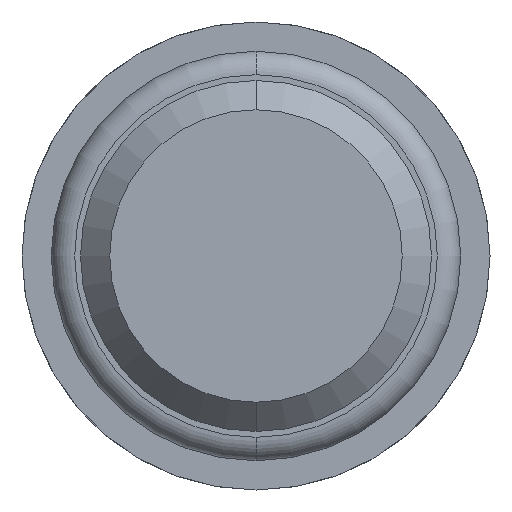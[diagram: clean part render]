
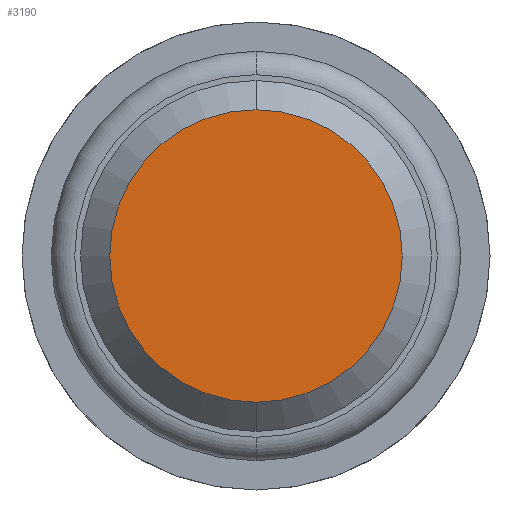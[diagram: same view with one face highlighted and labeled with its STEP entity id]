
A CAD part, front view. The second image highlights one B-rep face of the part: STEP entity #3190.
In plain terms, the highlighted planar face has unit normal (0, -1, 0).
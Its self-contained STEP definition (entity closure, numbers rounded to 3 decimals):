
#3 = EDGE_CURVE ( 'Defeature ausgef�hrt3_4+Defeature ausgef�hrt3_3+Defeature ausgef�hrt3_3+Defeature ausgef�hrt3_3', #4773, #1464, #2643, .T. ) ;
#82 = CARTESIAN_POINT ( 'NONE',  ( 0., -34.6, 0. ) ) ;
#324 = CARTESIAN_POINT ( 'NONE',  ( 0., -34.6, -1.25 ) ) ;
#512 = DIRECTION ( 'NONE',  ( 0., -1., 0. ) ) ;
#608 = AXIS2_PLACEMENT_3D ( 'NONE', #4275, #2317, #3135 ) ;
#1224 = DIRECTION ( 'NONE',  ( 0., 0., 1. ) ) ;
#1464 = VERTEX_POINT ( 'NONE', #1614 ) ;
#1614 = CARTESIAN_POINT ( 'NONE',  ( 0., -34.6, 1.25 ) ) ;
#2317 = DIRECTION ( 'NONE',  ( 0., 1., 0. ) ) ;
#2406 = ORIENTED_EDGE ( 'NONE', *, *, #3, .T. ) ;
#2643 = CIRCLE ( 'NONE', #4688, 1.25 ) ;
#2852 = DIRECTION ( 'NONE',  ( 0., -1., 0. ) ) ;
#2887 = AXIS2_PLACEMENT_3D ( 'NONE', #3211, #512, #3263 ) ;
#3135 = DIRECTION ( 'NONE',  ( 0., 0., 1. ) ) ;
#3190 = ADVANCED_FACE ( 'Defeature ausgef�hrt3_4', ( #3210 ), #4676, .F. ) ;
#3210 = FACE_OUTER_BOUND ( 'NONE', #3325, .T. ) ;
#3211 = CARTESIAN_POINT ( 'NONE',  ( 0., -34.6, 0. ) ) ;
#3263 = DIRECTION ( 'NONE',  ( 0., 0., 1. ) ) ;
#3325 = EDGE_LOOP ( 'NONE', ( #4752, #2406 ) ) ;
#3561 = CIRCLE ( 'NONE', #2887, 1.25 ) ;
#4275 = CARTESIAN_POINT ( 'NONE',  ( 0., -34.6, 0. ) ) ;
#4594 = EDGE_CURVE ( 'Defeature ausgef�hrt3_4+Defeature ausgef�hrt3_3+Defeature ausgef�hrt3_3+Defeature ausgef�hrt3_3', #1464, #4773, #3561, .T. ) ;
#4676 = PLANE ( 'NONE',  #608 ) ;
#4688 = AXIS2_PLACEMENT_3D ( 'NONE', #82, #2852, #1224 ) ;
#4752 = ORIENTED_EDGE ( 'NONE', *, *, #4594, .T. ) ;
#4773 = VERTEX_POINT ( 'NONE', #324 ) ;
